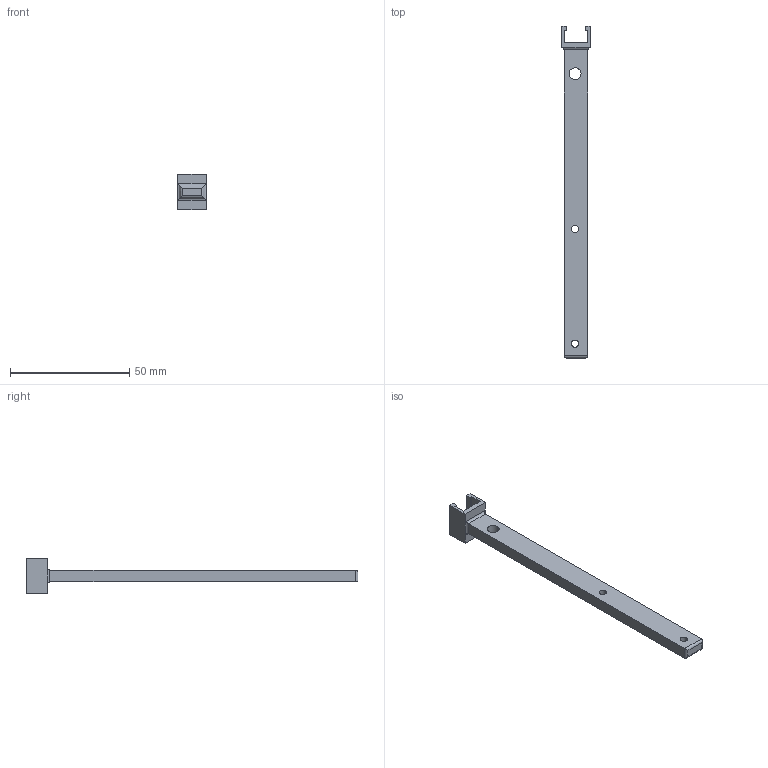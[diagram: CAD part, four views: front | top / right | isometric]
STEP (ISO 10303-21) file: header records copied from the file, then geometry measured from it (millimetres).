
FILE_DESCRIPTION (( 'STEP AP203' ), '1' );
FILE_NAME ('Endless_Vice_Support_3.STEP', '2022-04-20T19:54:56', ( '' ), ( '' ), 'SwSTEP 2.0', 'SolidWorks 2020', '' );
FILE_SCHEMA (( 'CONFIG_CONTROL_DESIGN' ));
Length unit declared in the file: millimetre
Products named in the file (1): Endless_Vice_Support_3
Bounding box: 12 x 139 x 15 mm (x, y, z)
Volume: 6962.4 mm3; surface area: 4964.1 mm2
Topology: 1 solids, 1 shells, 34 faces, 84 edges, 52 vertices
Faces by surface type: plane 20, cylinder 14
Entity records: 1073 total; most frequent: CARTESIAN_POINT 195, ORIENTED_EDGE 168, DIRECTION 158, EDGE_CURVE 84, VECTOR 64, LINE 64, VERTEX_POINT 52, AXIS2_PLACEMENT_3D 47
